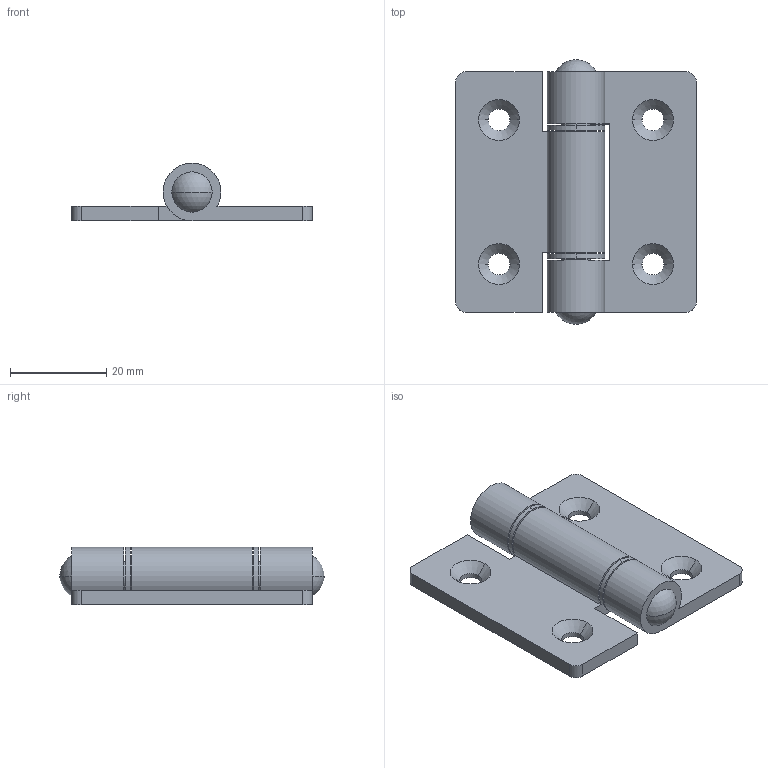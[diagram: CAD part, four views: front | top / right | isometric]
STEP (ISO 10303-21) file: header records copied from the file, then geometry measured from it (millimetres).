
FILE_DESCRIPTION (( 'STEP AP203' ), '1' );
FILE_NAME ('B-1001-16.STEP', '2008-11-26T01:15:49', ( ' ' ), ( ' ' ), 'SwSTEP 2.0', 'SolidWorks 2007', '' );
FILE_SCHEMA (( 'CONFIG_CONTROL_DESIGN' ));
Length unit declared in the file: millimetre
Products named in the file (5): B-1001-16僔儍僼僩__棉太倌; B-1001-16; B-1001-16僸儞僕A__棉太倌; B-1001-16僸儞僕B__棉太倌; B-1001-16嵗嬥__棉太倌
Assembly tree (5 placements, depth 2):
  B-1001-16
    B-1001-16僸儞僕B__棉太倌
    B-1001-16僔儍僼僩__棉太倌
    B-1001-16嵗嬥__棉太倌  x2
    B-1001-16僸儞僕A__棉太倌
Bounding box: 50 x 55 x 12 mm (x, y, z)
Volume: 11225.6 mm3; surface area: 9187.7 mm2
Topology: 5 solids, 5 shells, 66 faces, 156 edges, 102 vertices
Faces by surface type: cylinder 31, plane 23, cone 8, sphere 4
Entity records: 2357 total; most frequent: DIRECTION 350, CARTESIAN_POINT 306, ORIENTED_EDGE 288, EDGE_CURVE 144, AXIS2_PLACEMENT_3D 138, VERTEX_POINT 94, EDGE_LOOP 78, VECTOR 74
